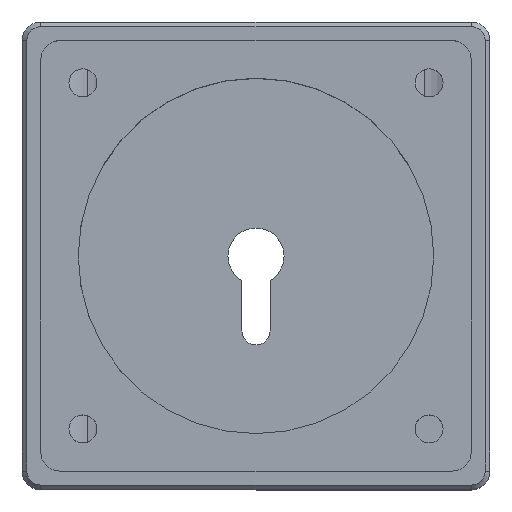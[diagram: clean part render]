
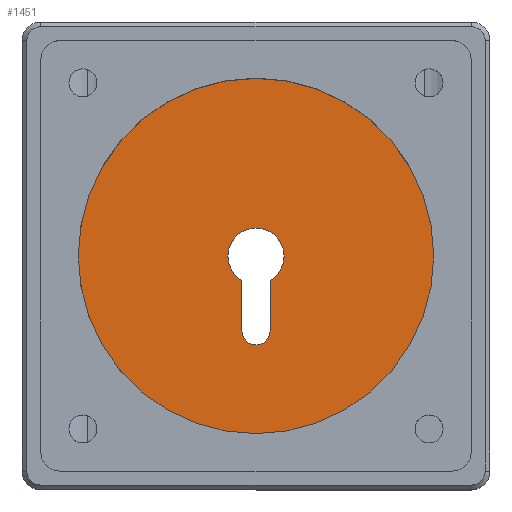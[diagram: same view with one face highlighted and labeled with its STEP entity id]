
A CAD part, top view. The second image highlights one B-rep face of the part: STEP entity #1451.
In plain terms, the highlighted planar face has unit normal (0, 0, 1).
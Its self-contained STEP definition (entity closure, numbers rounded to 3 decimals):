
#1 = AXIS2_PLACEMENT_3D ( 'NONE', #290, #135, #630 ) ;
#6 = EDGE_LOOP ( 'NONE', ( #268, #1722, #532, #81, #144, #1219 ) ) ;
#41 = VECTOR ( 'NONE', #1825, 1000. ) ;
#52 = AXIS2_PLACEMENT_3D ( 'NONE', #1812, #164, #834 ) ;
#81 = ORIENTED_EDGE ( 'NONE', *, *, #1071, .F. ) ;
#135 = DIRECTION ( 'NONE',  ( 0., 0., 1. ) ) ;
#144 = ORIENTED_EDGE ( 'NONE', *, *, #1898, .F. ) ;
#164 = DIRECTION ( 'NONE',  ( 0., 0., 1. ) ) ;
#178 = CARTESIAN_POINT ( 'NONE',  ( -1.5, -8., 2. ) ) ;
#208 = VERTEX_POINT ( 'NONE', #2045 ) ;
#228 = CIRCLE ( 'NONE', #923, 1.5 ) ;
#247 = EDGE_LOOP ( 'NONE', ( #2105, #1102 ) ) ;
#248 = CARTESIAN_POINT ( 'NONE',  ( 19., 0., 2. ) ) ;
#268 = ORIENTED_EDGE ( 'NONE', *, *, #2142, .F. ) ;
#290 = CARTESIAN_POINT ( 'NONE',  ( 0., 0., 2. ) ) ;
#333 = EDGE_CURVE ( 'NONE', #904, #1931, #1087, .T. ) ;
#372 = DIRECTION ( 'NONE',  ( 0., 0., 1. ) ) ;
#394 = CARTESIAN_POINT ( 'NONE',  ( 0., -8., 2. ) ) ;
#404 = DIRECTION ( 'NONE',  ( 0., 0., 1. ) ) ;
#426 = DIRECTION ( 'NONE',  ( 1., 0., 0. ) ) ;
#453 = FACE_OUTER_BOUND ( 'NONE', #247, .T. ) ;
#459 = DIRECTION ( 'NONE',  ( 0., 1., 0. ) ) ;
#483 = CARTESIAN_POINT ( 'NONE',  ( 1.5, -2.598, 2. ) ) ;
#526 = EDGE_CURVE ( 'NONE', #953, #1958, #1705, .T. ) ;
#532 = ORIENTED_EDGE ( 'NONE', *, *, #1592, .F. ) ;
#548 = VERTEX_POINT ( 'NONE', #1526 ) ;
#607 = CARTESIAN_POINT ( 'NONE',  ( 0., 0., 2. ) ) ;
#630 = DIRECTION ( 'NONE',  ( 1., 0., 0. ) ) ;
#632 = DIRECTION ( 'NONE',  ( 1., 0., 0. ) ) ;
#670 = VERTEX_POINT ( 'NONE', #248 ) ;
#754 = CIRCLE ( 'NONE', #52, 3. ) ;
#834 = DIRECTION ( 'NONE',  ( 1., 0., 0. ) ) ;
#904 = VERTEX_POINT ( 'NONE', #1130 ) ;
#923 = AXIS2_PLACEMENT_3D ( 'NONE', #394, #372, #1033 ) ;
#953 = VERTEX_POINT ( 'NONE', #1530 ) ;
#993 = FACE_BOUND ( 'NONE', #6, .T. ) ;
#1033 = DIRECTION ( 'NONE',  ( 1., 0., 0. ) ) ;
#1071 = EDGE_CURVE ( 'NONE', #548, #1674, #1513, .T. ) ;
#1087 = LINE ( 'NONE', #1745, #1421 ) ;
#1102 = ORIENTED_EDGE ( 'NONE', *, *, #1618, .T. ) ;
#1103 = DIRECTION ( 'NONE',  ( 1., 0., 0. ) ) ;
#1112 = PLANE ( 'NONE',  #1 ) ;
#1130 = CARTESIAN_POINT ( 'NONE',  ( 1.5, -8., 2. ) ) ;
#1136 = DIRECTION ( 'NONE',  ( 0., 0., 1. ) ) ;
#1187 = CIRCLE ( 'NONE', #1950, 19. ) ;
#1219 = ORIENTED_EDGE ( 'NONE', *, *, #333, .F. ) ;
#1231 = CIRCLE ( 'NONE', #1509, 19. ) ;
#1299 = CARTESIAN_POINT ( 'NONE',  ( 0., 0., 2. ) ) ;
#1302 = AXIS2_PLACEMENT_3D ( 'NONE', #1299, #2114, #1103 ) ;
#1421 = VECTOR ( 'NONE', #459, 1000. ) ;
#1451 = ADVANCED_FACE ( 'NONE', ( #993, #453 ), #1112, .T. ) ;
#1509 = AXIS2_PLACEMENT_3D ( 'NONE', #607, #1136, #632 ) ;
#1513 = CIRCLE ( 'NONE', #1998, 3. ) ;
#1526 = CARTESIAN_POINT ( 'NONE',  ( 3., 0., 2. ) ) ;
#1530 = CARTESIAN_POINT ( 'NONE',  ( -1.5, -2.598, 2. ) ) ;
#1592 = EDGE_CURVE ( 'NONE', #1674, #953, #1881, .T. ) ;
#1618 = EDGE_CURVE ( 'NONE', #208, #670, #1231, .T. ) ;
#1674 = VERTEX_POINT ( 'NONE', #2144 ) ;
#1683 = CARTESIAN_POINT ( 'NONE',  ( -1.5, -8., 2. ) ) ;
#1696 = CARTESIAN_POINT ( 'NONE',  ( 0., 0., 2. ) ) ;
#1705 = LINE ( 'NONE', #1683, #41 ) ;
#1722 = ORIENTED_EDGE ( 'NONE', *, *, #526, .F. ) ;
#1733 = CARTESIAN_POINT ( 'NONE',  ( 0., 0., 2. ) ) ;
#1745 = CARTESIAN_POINT ( 'NONE',  ( 1.5, -8., 2. ) ) ;
#1812 = CARTESIAN_POINT ( 'NONE',  ( 0., 0., 2. ) ) ;
#1825 = DIRECTION ( 'NONE',  ( 0., -1., 0. ) ) ;
#1846 = DIRECTION ( 'NONE',  ( 1., 0., 0. ) ) ;
#1866 = DIRECTION ( 'NONE',  ( 0., 0., 1. ) ) ;
#1881 = CIRCLE ( 'NONE', #1302, 3. ) ;
#1898 = EDGE_CURVE ( 'NONE', #1931, #548, #754, .T. ) ;
#1931 = VERTEX_POINT ( 'NONE', #483 ) ;
#1950 = AXIS2_PLACEMENT_3D ( 'NONE', #1696, #1866, #1846 ) ;
#1958 = VERTEX_POINT ( 'NONE', #178 ) ;
#1998 = AXIS2_PLACEMENT_3D ( 'NONE', #1733, #404, #426 ) ;
#2045 = CARTESIAN_POINT ( 'NONE',  ( -19., 0., 2. ) ) ;
#2076 = EDGE_CURVE ( 'NONE', #670, #208, #1187, .T. ) ;
#2105 = ORIENTED_EDGE ( 'NONE', *, *, #2076, .T. ) ;
#2114 = DIRECTION ( 'NONE',  ( 0., 0., 1. ) ) ;
#2142 = EDGE_CURVE ( 'NONE', #1958, #904, #228, .T. ) ;
#2144 = CARTESIAN_POINT ( 'NONE',  ( -3., 0., 2. ) ) ;
